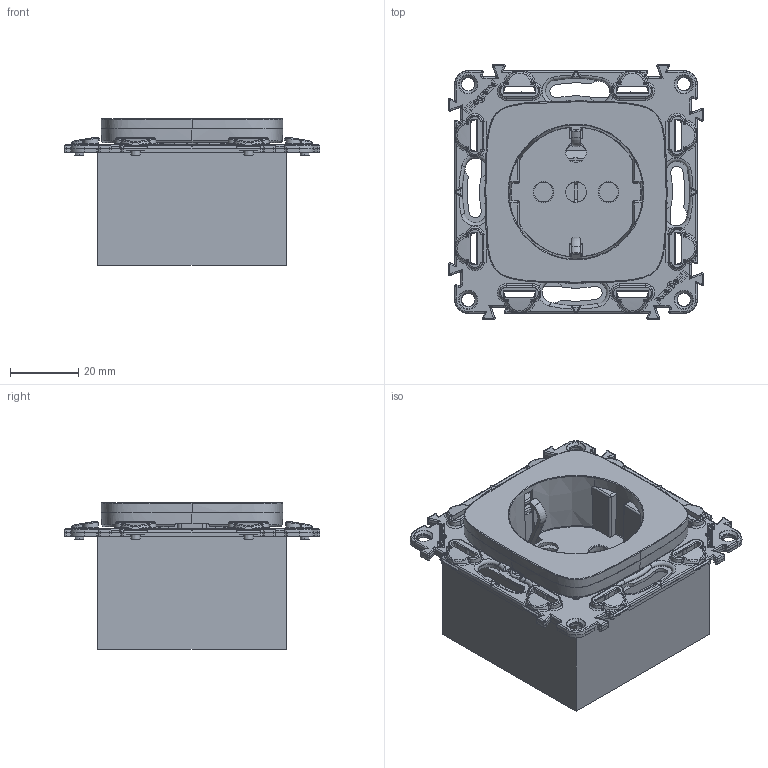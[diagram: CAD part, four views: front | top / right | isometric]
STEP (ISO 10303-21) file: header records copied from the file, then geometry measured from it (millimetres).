
FILE_DESCRIPTION(('CATIA V5 STEP Exchange','CAx-IF Rec.Pracs.--- Model Styling and Organization---1.4--- 2014-01-23'),'2;1');
FILE_NAME('753132_AllCATPart.stp','2020-02-13T10:48:35+00:00',('none'),('none'),'CATIA Version 5-6 Release 2017 SP3','CATIA V5 STEP AP214','none');
FILE_SCHEMA(('AUTOMOTIVE_DESIGN { 1 0 10303 214 1 1 1 1 }'));
Products named in the file (1): 753132_AllCATPart
Bounding box: 74.7 x 74.7 x 42.8 mm (x, y, z)
Volume: 99538.5 mm3; surface area: 36234 mm2
Topology: 1 solids, 6 shells, 8438 faces, 24615 edges, 16127 vertices
Faces by surface type: plane 6779, cylinder 754, bspline 387, cone 272, torus 186, sphere 48, extrusion 12
Entity records: 321509 total; most frequent: CARTESIAN_POINT 110562, ORIENTED_EDGE 49086, DIRECTION 31098, EDGE_CURVE 24543, VERTEX_POINT 16127, VECTOR 15512, LINE 15500, EDGE_LOOP 8678
